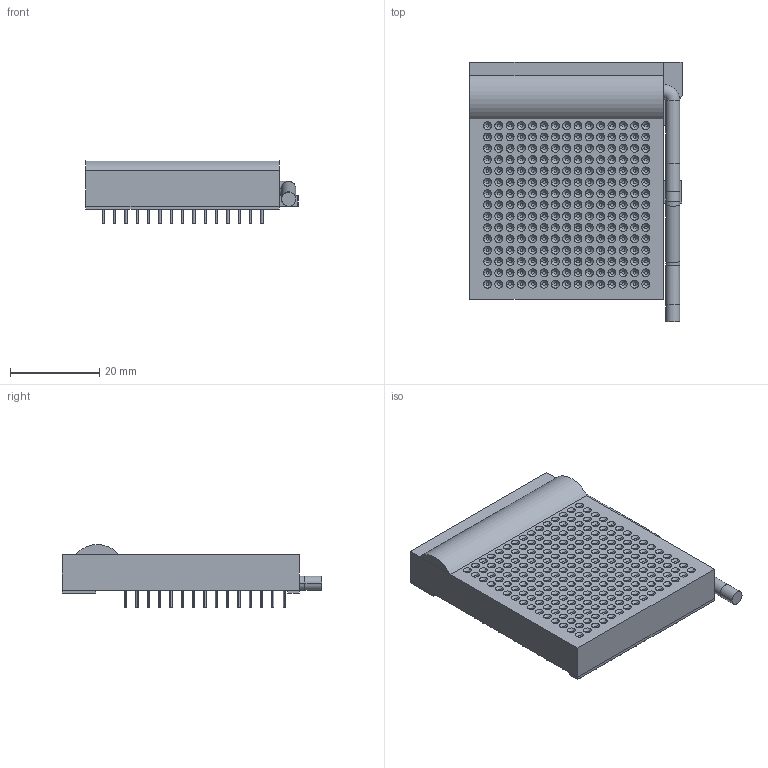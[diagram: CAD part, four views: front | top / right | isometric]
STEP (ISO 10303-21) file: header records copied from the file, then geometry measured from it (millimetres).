
FILE_DESCRIPTION((''),'2;1');
FILE_NAME('ARIES_225-PRS-15001-12.stp','2014-09-22T14:23:47',(''),(''),'Mechanical Desktop 2011','Mechanical Desktop 2011',', , ');
FILE_SCHEMA(('AUTOMOTIVE_DESIGN { 1 2 10303 214 1 1 1 1 }'));
Length unit declared in the file: millimetre
Products named in the file (1): Product
Bounding box: 47.62 x 58.28 x 14.1 mm (x, y, z)
Volume: 20022.9 mm3; surface area: 10603.2 mm2
Topology: 234 solids, 234 shells, 1633 faces, 2810 edges, 1870 vertices
Faces by surface type: plane 713, cylinder 459, cone 450, bspline 9, torus 2
Entity records: 39637 total; most frequent: DIRECTION 7892, CARTESIAN_POINT 6471, ORIENTED_EDGE 5620, AXIS2_PLACEMENT_3D 3457, EDGE_CURVE 2810, VERTEX_POINT 1870, EDGE_LOOP 1858, CIRCLE 1822
